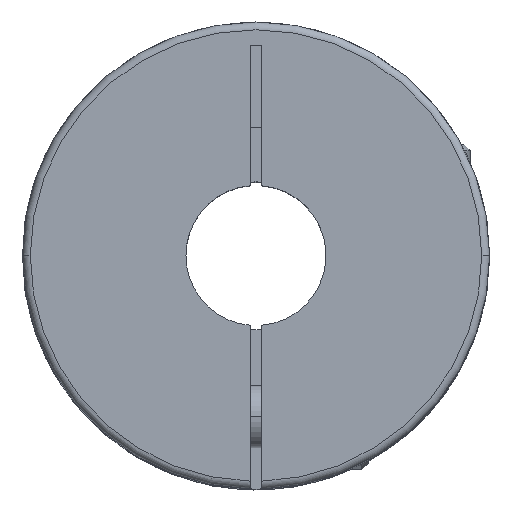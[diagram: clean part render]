
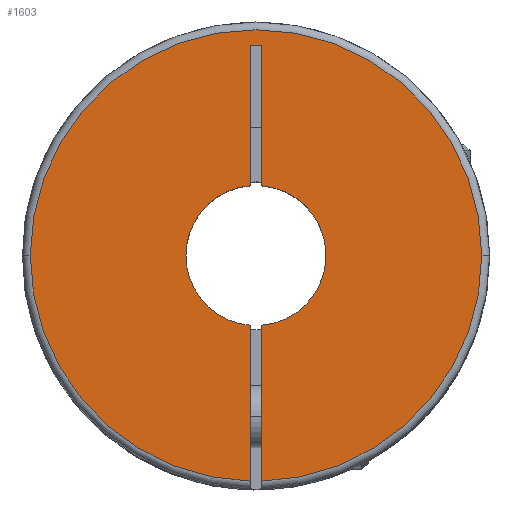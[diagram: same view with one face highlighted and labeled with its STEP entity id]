
A CAD part, top view. The second image highlights one B-rep face of the part: STEP entity #1603.
In plain terms, the highlighted planar face has unit normal (0, 0, 1).
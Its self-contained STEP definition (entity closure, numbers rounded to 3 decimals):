
#54 = CARTESIAN_POINT ( 'NONE',  ( 0., 0., 0. ) ) ;
#152 = CARTESIAN_POINT ( 'NONE',  ( 0., 0., 0. ) ) ;
#159 = ORIENTED_EDGE ( 'NONE', *, *, #563, .F. ) ;
#176 = VERTEX_POINT ( 'NONE', #1121 ) ;
#180 = DIRECTION ( 'NONE',  ( -1., 0., 0. ) ) ;
#235 = ORIENTED_EDGE ( 'NONE', *, *, #2025, .F. ) ;
#272 = CIRCLE ( 'NONE', #926, 9. ) ;
#289 = ORIENTED_EDGE ( 'NONE', *, *, #1777, .T. ) ;
#307 = CARTESIAN_POINT ( 'NONE',  ( 29., 0., 0. ) ) ;
#333 = CARTESIAN_POINT ( 'NONE',  ( -0.75, 27., 0. ) ) ;
#367 = CARTESIAN_POINT ( 'NONE',  ( 0.75, -8.969, 0. ) ) ;
#489 = ORIENTED_EDGE ( 'NONE', *, *, #2689, .F. ) ;
#505 = CARTESIAN_POINT ( 'NONE',  ( 0., 0., 0. ) ) ;
#562 = LINE ( 'NONE', #873, #2289 ) ;
#563 = EDGE_CURVE ( 'NONE', #1465, #1437, #1171, .T. ) ;
#584 = DIRECTION ( 'NONE',  ( 0., 1., 0. ) ) ;
#644 = AXIS2_PLACEMENT_3D ( 'NONE', #54, #1357, #3462 ) ;
#672 = DIRECTION ( 'NONE',  ( -1., 0., 0. ) ) ;
#708 = CARTESIAN_POINT ( 'NONE',  ( -0.75, -8.969, 0. ) ) ;
#709 = DIRECTION ( 'NONE',  ( 0., 0., -1. ) ) ;
#732 = CARTESIAN_POINT ( 'NONE',  ( 0.75, 27., 0. ) ) ;
#790 = AXIS2_PLACEMENT_3D ( 'NONE', #152, #1392, #3903 ) ;
#862 = VERTEX_POINT ( 'NONE', #1590 ) ;
#873 = CARTESIAN_POINT ( 'NONE',  ( -0.75, 27., 0. ) ) ;
#926 = AXIS2_PLACEMENT_3D ( 'NONE', #2931, #3246, #1722 ) ;
#939 = LINE ( 'NONE', #2176, #1314 ) ;
#962 = VERTEX_POINT ( 'NONE', #708 ) ;
#1003 = CARTESIAN_POINT ( 'NONE',  ( 0.75, -28.99, 0. ) ) ;
#1041 = CARTESIAN_POINT ( 'NONE',  ( 0., 0., 0. ) ) ;
#1084 = EDGE_CURVE ( 'NONE', #962, #862, #1800, .T. ) ;
#1115 = CIRCLE ( 'NONE', #3880, 9. ) ;
#1121 = CARTESIAN_POINT ( 'NONE',  ( -0.75, 8.969, 0. ) ) ;
#1171 = CIRCLE ( 'NONE', #644, 29. ) ;
#1229 = CARTESIAN_POINT ( 'NONE',  ( -29., 0., 0. ) ) ;
#1246 = AXIS2_PLACEMENT_3D ( 'NONE', #505, #2962, #2621 ) ;
#1314 = VECTOR ( 'NONE', #3407, 1000. ) ;
#1357 = DIRECTION ( 'NONE',  ( 0., 0., -1. ) ) ;
#1380 = DIRECTION ( 'NONE',  ( 0., 0., -1. ) ) ;
#1392 = DIRECTION ( 'NONE',  ( 0., 0., -1. ) ) ;
#1437 = VERTEX_POINT ( 'NONE', #307 ) ;
#1444 = AXIS2_PLACEMENT_3D ( 'NONE', #1947, #709, #672 ) ;
#1465 = VERTEX_POINT ( 'NONE', #1229 ) ;
#1507 = CIRCLE ( 'NONE', #790, 29. ) ;
#1590 = CARTESIAN_POINT ( 'NONE',  ( -0.75, -28.99, 0. ) ) ;
#1603 = ADVANCED_FACE ( 'NONE', ( #2515 ), #2867, .F. ) ;
#1614 = DIRECTION ( 'NONE',  ( 0., -1., 0. ) ) ;
#1666 = VERTEX_POINT ( 'NONE', #1003 ) ;
#1722 = DIRECTION ( 'NONE',  ( -1., 0., 0. ) ) ;
#1777 = EDGE_CURVE ( 'NONE', #3998, #176, #3686, .T. ) ;
#1800 = LINE ( 'NONE', #333, #1943 ) ;
#1805 = LINE ( 'NONE', #1846, #2731 ) ;
#1846 = CARTESIAN_POINT ( 'NONE',  ( 0.75, -30., 0. ) ) ;
#1943 = VECTOR ( 'NONE', #2809, 1000. ) ;
#1947 = CARTESIAN_POINT ( 'NONE',  ( 0., 0., 0. ) ) ;
#1983 = ORIENTED_EDGE ( 'NONE', *, *, #3020, .F. ) ;
#2025 = EDGE_CURVE ( 'NONE', #862, #1465, #2789, .T. ) ;
#2098 = ORIENTED_EDGE ( 'NONE', *, *, #2969, .F. ) ;
#2111 = EDGE_CURVE ( 'NONE', #2773, #3485, #939, .T. ) ;
#2170 = CARTESIAN_POINT ( 'NONE',  ( 0.75, 8.969, 0. ) ) ;
#2176 = CARTESIAN_POINT ( 'NONE',  ( 0.75, 27., 0. ) ) ;
#2256 = EDGE_CURVE ( 'NONE', #3024, #2773, #1805, .T. ) ;
#2289 = VECTOR ( 'NONE', #3970, 1000. ) ;
#2351 = ORIENTED_EDGE ( 'NONE', *, *, #3691, .T. ) ;
#2386 = ORIENTED_EDGE ( 'NONE', *, *, #2256, .F. ) ;
#2389 = EDGE_CURVE ( 'NONE', #962, #3998, #1115, .T. ) ;
#2450 = DIRECTION ( 'NONE',  ( 0., 1., 0. ) ) ;
#2515 = FACE_OUTER_BOUND ( 'NONE', #3416, .T. ) ;
#2621 = DIRECTION ( 'NONE',  ( -1., 0., 0. ) ) ;
#2689 = EDGE_CURVE ( 'NONE', #1437, #1666, #1507, .T. ) ;
#2714 = ORIENTED_EDGE ( 'NONE', *, *, #1084, .F. ) ;
#2731 = VECTOR ( 'NONE', #584, 1000. ) ;
#2773 = VERTEX_POINT ( 'NONE', #732 ) ;
#2789 = CIRCLE ( 'NONE', #1444, 29. ) ;
#2801 = VECTOR ( 'NONE', #2450, 1000. ) ;
#2802 = CARTESIAN_POINT ( 'NONE',  ( -9., 0., 0. ) ) ;
#2809 = DIRECTION ( 'NONE',  ( 0., -1., 0. ) ) ;
#2867 = PLANE ( 'NONE',  #3941 ) ;
#2873 = CARTESIAN_POINT ( 'NONE',  ( -0.75, 27., 0. ) ) ;
#2931 = CARTESIAN_POINT ( 'NONE',  ( 0., 0., 0. ) ) ;
#2954 = CARTESIAN_POINT ( 'NONE',  ( 0., 0., 0. ) ) ;
#2962 = DIRECTION ( 'NONE',  ( 0., 0., -1. ) ) ;
#2969 = EDGE_CURVE ( 'NONE', #3485, #176, #562, .T. ) ;
#3020 = EDGE_CURVE ( 'NONE', #1666, #3505, #3639, .T. ) ;
#3024 = VERTEX_POINT ( 'NONE', #2170 ) ;
#3246 = DIRECTION ( 'NONE',  ( 0., 0., -1. ) ) ;
#3378 = CARTESIAN_POINT ( 'NONE',  ( 0.75, -30., 0. ) ) ;
#3407 = DIRECTION ( 'NONE',  ( -1., 0., 0. ) ) ;
#3416 = EDGE_LOOP ( 'NONE', ( #235, #2714, #3758, #289, #2098, #3576, #2386, #2351, #1983, #489, #159 ) ) ;
#3427 = DIRECTION ( 'NONE',  ( 0., 0., -1. ) ) ;
#3462 = DIRECTION ( 'NONE',  ( -1., 0., 0. ) ) ;
#3485 = VERTEX_POINT ( 'NONE', #2873 ) ;
#3505 = VERTEX_POINT ( 'NONE', #367 ) ;
#3576 = ORIENTED_EDGE ( 'NONE', *, *, #2111, .F. ) ;
#3639 = LINE ( 'NONE', #3378, #2801 ) ;
#3686 = CIRCLE ( 'NONE', #1246, 9. ) ;
#3691 = EDGE_CURVE ( 'NONE', #3024, #3505, #272, .T. ) ;
#3758 = ORIENTED_EDGE ( 'NONE', *, *, #2389, .T. ) ;
#3880 = AXIS2_PLACEMENT_3D ( 'NONE', #2954, #1380, #180 ) ;
#3903 = DIRECTION ( 'NONE',  ( -1., 0., 0. ) ) ;
#3941 = AXIS2_PLACEMENT_3D ( 'NONE', #1041, #3427, #1614 ) ;
#3970 = DIRECTION ( 'NONE',  ( 0., -1., 0. ) ) ;
#3998 = VERTEX_POINT ( 'NONE', #2802 ) ;
